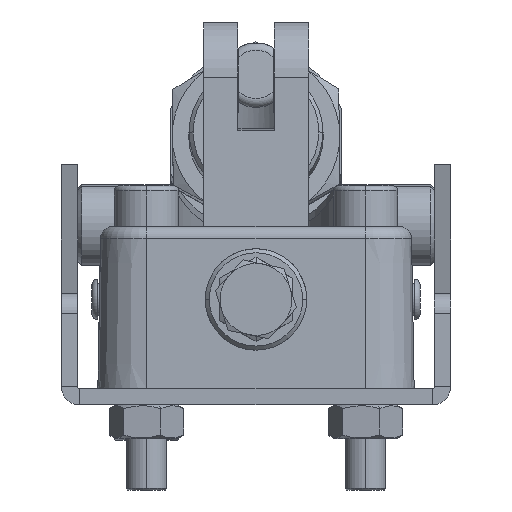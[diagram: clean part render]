
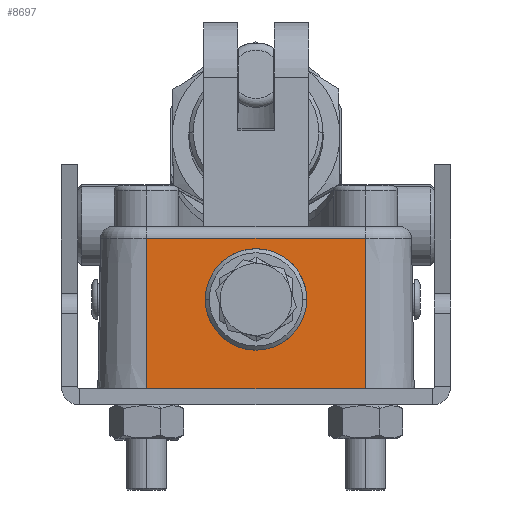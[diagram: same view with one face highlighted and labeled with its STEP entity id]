
A CAD part, left-side view. The second image highlights one B-rep face of the part: STEP entity #8697.
In plain terms, the highlighted face is planar.
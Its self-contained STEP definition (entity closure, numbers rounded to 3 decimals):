
#8697 = ADVANCED_FACE ( 'NONE', ( #45046, #45057 ), #9543, .T. ) ;
#9535 = CARTESIAN_POINT ( 'NONE',  ( -98., 0., -27. ) ) ;
#9543 = PLANE ( 'NONE',  #40947 ) ;
#9545 = DIRECTION ( 'NONE',  ( -1., 0.017, 0. ) ) ;
#9546 = DIRECTION ( 'NONE',  ( -0.017, -1., 0. ) ) ;
#16451 =( BOUNDED_CURVE ( )  B_SPLINE_CURVE ( 3, ( #37533, #37525, #37529, #37534 ),
 .UNSPECIFIED., .F., .F. ) 
 B_SPLINE_CURVE_WITH_KNOTS ( ( 4, 4 ),
 ( 1.571, 4.712 ),
 .UNSPECIFIED. ) 
 CURVE ( )  GEOMETRIC_REPRESENTATION_ITEM ( )  RATIONAL_B_SPLINE_CURVE ( ( 1., 0.333, 0.333, 1. ) ) 
 REPRESENTATION_ITEM ( '' )  );
#20435 = EDGE_CURVE ( 'NONE', #26148, #26152, #16451, .T. ) ;
#20568 = EDGE_CURVE ( 'NONE', #26287, #26289, #36190, .T. ) ;
#20671 = EDGE_CURVE ( 'NONE', #26103, #26287, #36302, .T. ) ;
#20675 = EDGE_CURVE ( 'NONE', #26152, #26148, #40578, .T. ) ;
#20676 = EDGE_CURVE ( 'NONE', #26437, #26289, #36307, .T. ) ;
#20677 = EDGE_CURVE ( 'NONE', #26437, #26103, #36306, .T. ) ;
#26103 = VERTEX_POINT ( 'NONE', #46027 ) ;
#26148 = VERTEX_POINT ( 'NONE', #46065 ) ;
#26152 = VERTEX_POINT ( 'NONE', #46069 ) ;
#26287 = VERTEX_POINT ( 'NONE', #46185 ) ;
#26289 = VERTEX_POINT ( 'NONE', #46187 ) ;
#26437 = VERTEX_POINT ( 'NONE', #46315 ) ;
#28562 = EDGE_LOOP ( 'NONE', ( #28941, #28942 ) ) ;
#28595 = EDGE_LOOP ( 'NONE', ( #28943, #28944, #28945, #28946 ) ) ;
#28941 = ORIENTED_EDGE ( 'NONE', *, *, #20675, .T. ) ;
#28942 = ORIENTED_EDGE ( 'NONE', *, *, #20435, .T. ) ;
#28943 = ORIENTED_EDGE ( 'NONE', *, *, #20676, .F. ) ;
#28944 = ORIENTED_EDGE ( 'NONE', *, *, #20677, .T. ) ;
#28945 = ORIENTED_EDGE ( 'NONE', *, *, #20671, .T. ) ;
#28946 = ORIENTED_EDGE ( 'NONE', *, *, #20568, .T. ) ;
#36190 = LINE ( 'NONE', #38025, #36194 ) ;
#36194 = VECTOR ( 'NONE', #38023, 1000. ) ;
#36302 = LINE ( 'NONE', #39464, #36305 ) ;
#36305 = VECTOR ( 'NONE', #39465, 1000. ) ;
#36306 = LINE ( 'NONE', #39500, #36310 ) ;
#36307 = LINE ( 'NONE', #39498, #36308 ) ;
#36308 = VECTOR ( 'NONE', #39499, 1000. ) ;
#36310 = VECTOR ( 'NONE', #39501, 1000. ) ;
#37525 = CARTESIAN_POINT ( 'NONE',  ( -98.052, -3., 12.5 ) ) ;
#37529 = CARTESIAN_POINT ( 'NONE',  ( -98.052, -3., -12.5 ) ) ;
#37533 = CARTESIAN_POINT ( 'NONE',  ( -97.616, 22., 12.5 ) ) ;
#37534 = CARTESIAN_POINT ( 'NONE',  ( -97.616, 22., -12.5 ) ) ;
#38023 = DIRECTION ( 'NONE',  ( 0., 0., 1. ) ) ;
#38025 = CARTESIAN_POINT ( 'NONE',  ( -98., 0., -27. ) ) ;
#39464 = CARTESIAN_POINT ( 'NONE',  ( -98., 0., -27. ) ) ;
#39465 = DIRECTION ( 'NONE',  ( -0.017, -1., 0. ) ) ;
#39471 = CARTESIAN_POINT ( 'NONE',  ( -97.616, 22., -12.5 ) ) ;
#39478 = CARTESIAN_POINT ( 'NONE',  ( -97.18, 47., -12.5 ) ) ;
#39496 = CARTESIAN_POINT ( 'NONE',  ( -97.18, 47., 12.5 ) ) ;
#39497 = CARTESIAN_POINT ( 'NONE',  ( -97.616, 22., 12.5 ) ) ;
#39498 = CARTESIAN_POINT ( 'NONE',  ( -98., 0., 27. ) ) ;
#39499 = DIRECTION ( 'NONE',  ( -0.017, -1., 0. ) ) ;
#39500 = CARTESIAN_POINT ( 'NONE',  ( -97.353, 37.052, -27. ) ) ;
#39501 = DIRECTION ( 'NONE',  ( 0., 0., -1. ) ) ;
#40578 =( BOUNDED_CURVE ( )  B_SPLINE_CURVE ( 3, ( #39471, #39478, #39496, #39497 ),
 .UNSPECIFIED., .F., .F. ) 
 B_SPLINE_CURVE_WITH_KNOTS ( ( 4, 4 ),
 ( 4.712, 7.854 ),
 .UNSPECIFIED. ) 
 CURVE ( )  GEOMETRIC_REPRESENTATION_ITEM ( )  RATIONAL_B_SPLINE_CURVE ( ( 1., 0.333, 0.333, 1. ) ) 
 REPRESENTATION_ITEM ( '' )  );
#40947 = AXIS2_PLACEMENT_3D ( 'NONE', #9535, #9545, #9546 ) ;
#45046 = FACE_BOUND ( 'NONE', #28562, .T. ) ;
#45057 = FACE_OUTER_BOUND ( 'NONE', #28595, .T. ) ;
#46027 = CARTESIAN_POINT ( 'NONE',  ( -97.353, 37.052, -27. ) ) ;
#46065 = CARTESIAN_POINT ( 'NONE',  ( -97.616, 22., 12.5 ) ) ;
#46069 = CARTESIAN_POINT ( 'NONE',  ( -97.616, 22., -12.5 ) ) ;
#46185 = CARTESIAN_POINT ( 'NONE',  ( -98., 0., -27. ) ) ;
#46187 = CARTESIAN_POINT ( 'NONE',  ( -98., 0., 27. ) ) ;
#46315 = CARTESIAN_POINT ( 'NONE',  ( -97.353, 37.052, 27. ) ) ;
